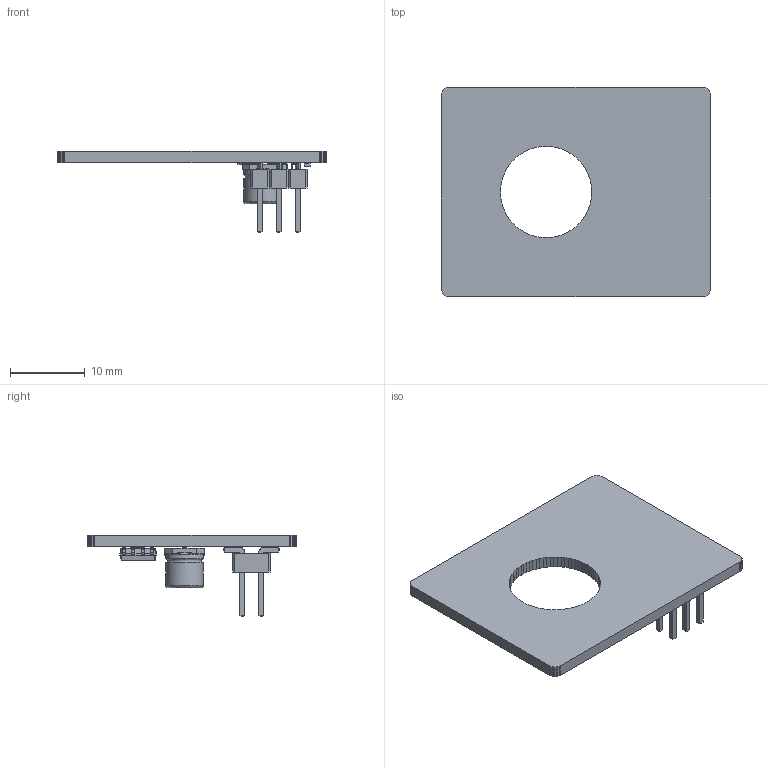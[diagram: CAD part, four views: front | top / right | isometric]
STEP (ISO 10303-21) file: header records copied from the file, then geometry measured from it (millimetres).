
FILE_DESCRIPTION(('KiCad electronic assembly'),'2;1');
FILE_NAME('pedalboard-led-ring-3D.step','2023-05-22T19:41:27',('Pcbnew') ,('Kicad'),'Open CASCADE STEP processor 7.5','KiCad to STEP converter' ,'Unknown');
FILE_SCHEMA(('AUTOMOTIVE_DESIGN { 1 0 10303 214 1 1 1 1 }'));
Length unit declared in the file: millimetre
Products named in the file (10): pedalboard-led-ring-3D 1; SOIC-8_3.9x4.9mm_P1.27mm; SOLID; PinHeader_2x03_P2.54mm_Vertical_SMD; C_Elec_5x5.4; COMPOUND; R_0603_1608Metric; tmphprybj_c PCB
Assembly tree (9 placements, depth 3):
  pedalboard-led-ring-3D 1
    SOIC-8_3.9x4.9mm_P1.27mm
      SOLID
    PinHeader_2x03_P2.54mm_Vertical_SMD
      SOLID
    C_Elec_5x5.4
      COMPOUND
    R_0603_1608Metric
      SOLID
    tmphprybj_c PCB
Bounding box: 36 x 28 x 10.93 mm (x, y, z)
Volume: 1662.8 mm3; surface area: 2558.3 mm2
Topology: 6 solids, 6 shells, 487 faces, 1265 edges, 804 vertices
Faces by surface type: plane 392, cylinder 58, bspline 34, torus 2, revolution 1
Full cylindrical faces by diameter (mm): 0.02 x1, 0.6 x1, 5 x2
Entity records: 34202 total; most frequent: CARTESIAN_POINT 5995, DIRECTION 4687, LINE 3456, VECTOR 3456, ORIENTED_EDGE 2530, PCURVE 2530, DEFINITIONAL_REPRESENTATION 2530, EDGE_CURVE 1265
